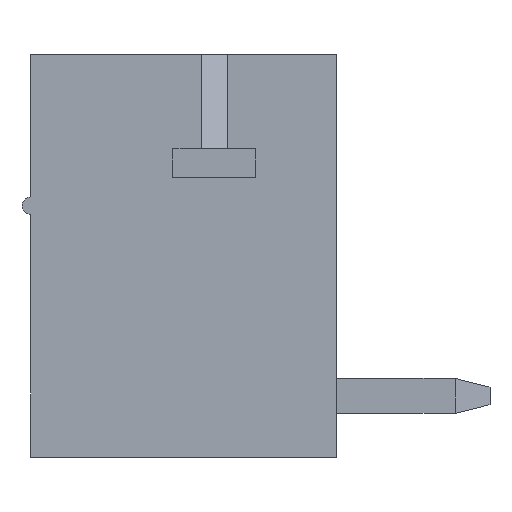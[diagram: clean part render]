
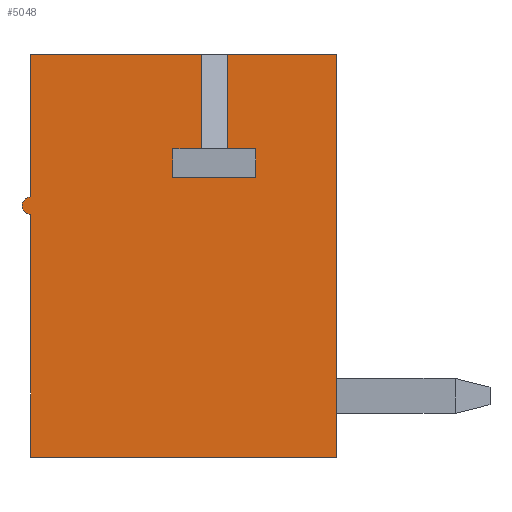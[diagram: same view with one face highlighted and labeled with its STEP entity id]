
A CAD part, left-side view. The second image highlights one B-rep face of the part: STEP entity #5048.
In plain terms, the highlighted planar face has unit normal (-1, 0, 0).
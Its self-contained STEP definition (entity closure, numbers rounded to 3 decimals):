
#84=CIRCLE('',#5361,0.2);
#532=ORIENTED_EDGE('',*,*,#1940,.T.);
#533=ORIENTED_EDGE('',*,*,#1658,.T.);
#534=ORIENTED_EDGE('',*,*,#1655,.F.);
#535=ORIENTED_EDGE('',*,*,#1941,.T.);
#536=ORIENTED_EDGE('',*,*,#1942,.T.);
#537=ORIENTED_EDGE('',*,*,#1943,.T.);
#538=ORIENTED_EDGE('',*,*,#1926,.F.);
#539=ORIENTED_EDGE('',*,*,#1920,.F.);
#540=ORIENTED_EDGE('',*,*,#1649,.F.);
#541=ORIENTED_EDGE('',*,*,#1659,.T.);
#542=ORIENTED_EDGE('',*,*,#1944,.T.);
#543=ORIENTED_EDGE('',*,*,#1945,.T.);
#544=ORIENTED_EDGE('',*,*,#1946,.T.);
#545=ORIENTED_EDGE('',*,*,#1947,.T.);
#1649=EDGE_CURVE('',#2383,#2384,#2867,.T.);
#1655=EDGE_CURVE('',#2389,#2382,#2873,.T.);
#1658=EDGE_CURVE('',#2391,#2382,#2876,.T.);
#1659=EDGE_CURVE('',#2383,#2392,#2877,.T.);
#1920=EDGE_CURVE('',#2384,#2597,#3122,.T.);
#1926=EDGE_CURVE('',#2597,#2601,#3128,.T.);
#1940=EDGE_CURVE('',#2610,#2391,#3142,.T.);
#1941=EDGE_CURVE('',#2389,#2611,#3143,.T.);
#1942=EDGE_CURVE('',#2611,#2612,#84,.F.);
#1943=EDGE_CURVE('',#2612,#2601,#3144,.T.);
#1944=EDGE_CURVE('',#2392,#2613,#3145,.T.);
#1945=EDGE_CURVE('',#2613,#2614,#3146,.T.);
#1946=EDGE_CURVE('',#2614,#2615,#3147,.T.);
#1947=EDGE_CURVE('',#2615,#2610,#3148,.T.);
#2382=VERTEX_POINT('',#7082);
#2383=VERTEX_POINT('',#7083);
#2384=VERTEX_POINT('',#7085);
#2389=VERTEX_POINT('',#7095);
#2391=VERTEX_POINT('',#7100);
#2392=VERTEX_POINT('',#7105);
#2597=VERTEX_POINT('',#7607);
#2601=VERTEX_POINT('',#7618);
#2610=VERTEX_POINT('',#7642);
#2611=VERTEX_POINT('',#7644);
#2612=VERTEX_POINT('',#7646);
#2613=VERTEX_POINT('',#7649);
#2614=VERTEX_POINT('',#7651);
#2615=VERTEX_POINT('',#7653);
#2867=LINE('',#7084,#3562);
#2873=LINE('',#7096,#3568);
#2876=LINE('',#7102,#3571);
#2877=LINE('',#7104,#3572);
#3122=LINE('',#7606,#3817);
#3128=LINE('',#7617,#3823);
#3142=LINE('',#7641,#3837);
#3143=LINE('',#7643,#3838);
#3144=LINE('',#7647,#3839);
#3145=LINE('',#7648,#3840);
#3146=LINE('',#7650,#3841);
#3147=LINE('',#7652,#3842);
#3148=LINE('',#7654,#3843);
#3562=VECTOR('',#5696,1000.);
#3568=VECTOR('',#5702,1000.);
#3571=VECTOR('',#5707,1000.);
#3572=VECTOR('',#5710,1000.);
#3817=VECTOR('',#6059,1000.);
#3823=VECTOR('',#6067,1000.);
#3837=VECTOR('',#6083,1000.);
#3838=VECTOR('',#6084,1000.);
#3839=VECTOR('',#6087,1000.);
#3840=VECTOR('',#6088,1000.);
#3841=VECTOR('',#6089,1000.);
#3842=VECTOR('',#6090,1000.);
#3843=VECTOR('',#6091,1000.);
#4228=EDGE_LOOP('',(#532,#533,#534,#535,#536,#537,#538,#539,#540,#541,#542,
#543,#544,#545));
#4517=FACE_BOUND('',#4228,.T.);
#4796=PLANE('',#5360);
#5048=ADVANCED_FACE('',(#4517),#4796,.F.);
#5360=AXIS2_PLACEMENT_3D('',#7640,#6081,#6082);
#5361=AXIS2_PLACEMENT_3D('',#7645,#6085,#6086);
#5696=DIRECTION('',(0.,-1.,0.));
#5702=DIRECTION('',(0.,-1.,0.));
#5707=DIRECTION('',(0.,0.,1.));
#5710=DIRECTION('',(0.,0.,-1.));
#6059=DIRECTION('',(0.,0.,-1.));
#6067=DIRECTION('',(0.,1.,0.));
#6081=DIRECTION('',(1.,0.,0.));
#6082=DIRECTION('',(0.,0.,-1.));
#6083=DIRECTION('',(0.,-1.,0.));
#6084=DIRECTION('',(0.,0.,-1.));
#6085=DIRECTION('',(1.,0.,0.));
#6086=DIRECTION('',(0.,0.,-1.));
#6087=DIRECTION('',(0.,0.,-1.));
#6088=DIRECTION('',(0.,-1.,0.));
#6089=DIRECTION('',(0.,0.,-1.));
#6090=DIRECTION('',(0.,1.,0.));
#6091=DIRECTION('',(0.,0.,1.));
#7082=CARTESIAN_POINT('',(-9.3,-0.5,4.6));
#7083=CARTESIAN_POINT('',(-9.3,-1.1,4.6));
#7084=CARTESIAN_POINT('',(-9.3,3.6,4.6));
#7085=CARTESIAN_POINT('',(-9.3,-3.6,4.6));
#7095=CARTESIAN_POINT('',(-9.3,3.4,4.6));
#7096=CARTESIAN_POINT('',(-9.3,3.6,4.6));
#7100=CARTESIAN_POINT('',(-9.3,-0.5,2.45));
#7102=CARTESIAN_POINT('',(-9.3,-0.5,2.45));
#7104=CARTESIAN_POINT('',(-9.3,-1.1,4.6));
#7105=CARTESIAN_POINT('',(-9.3,-1.1,2.45));
#7606=CARTESIAN_POINT('',(-9.3,-3.6,4.6));
#7607=CARTESIAN_POINT('',(-9.3,-3.6,-4.6));
#7617=CARTESIAN_POINT('',(-9.3,-3.6,-4.6));
#7618=CARTESIAN_POINT('',(-9.3,3.4,-4.6));
#7640=CARTESIAN_POINT('',(-9.3,0.,0.));
#7641=CARTESIAN_POINT('',(-9.3,0.15,2.45));
#7642=CARTESIAN_POINT('',(-9.3,0.15,2.45));
#7643=CARTESIAN_POINT('',(-9.3,3.4,0.));
#7644=CARTESIAN_POINT('',(-9.3,3.4,1.35));
#7645=CARTESIAN_POINT('',(-9.3,3.4,1.15));
#7646=CARTESIAN_POINT('',(-9.3,3.4,0.95));
#7647=CARTESIAN_POINT('',(-9.3,3.4,0.));
#7648=CARTESIAN_POINT('',(-9.3,-1.1,2.45));
#7649=CARTESIAN_POINT('',(-9.3,-1.75,2.45));
#7650=CARTESIAN_POINT('',(-9.3,-1.75,2.45));
#7651=CARTESIAN_POINT('',(-9.3,-1.75,1.8));
#7652=CARTESIAN_POINT('',(-9.3,-1.75,1.8));
#7653=CARTESIAN_POINT('',(-9.3,0.15,1.8));
#7654=CARTESIAN_POINT('',(-9.3,0.15,1.8));
